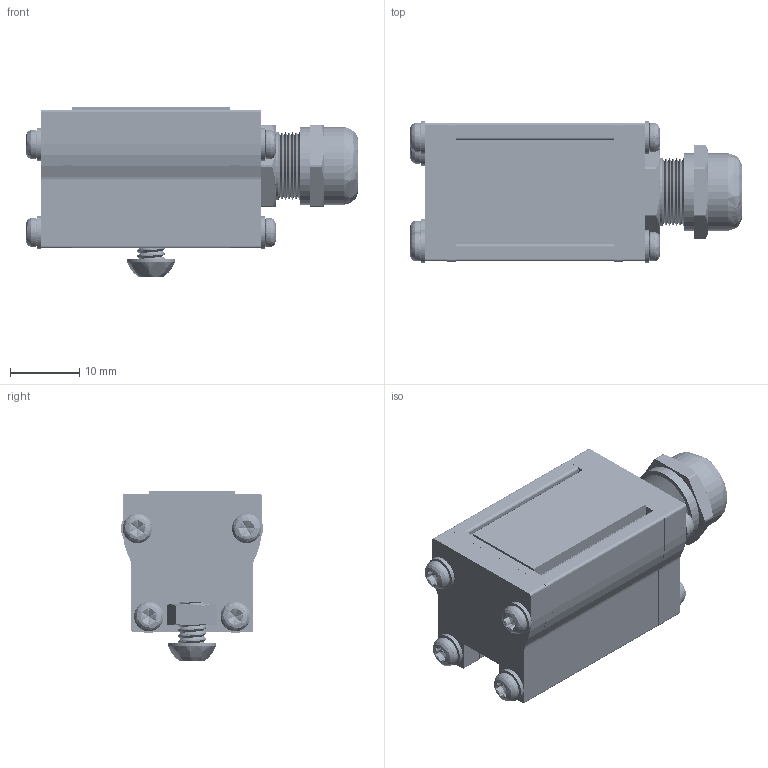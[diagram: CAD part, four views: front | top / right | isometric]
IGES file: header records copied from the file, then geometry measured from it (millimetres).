
Start section: SolidWorks IGES file using analytic representation for surfaces
Global section: file name: Web Model 18581_18582.igs; native system: SolidWorks 2018; preprocessor: SolidWorks 2018; author: JPoff; date: 210812.161857; units: millimetre
Bounding box: 47.85 x 20.52 x 24.48 mm (x, y, z)
Surface area: 11524.5 mm2 (no closed solid volume)
Topology: 0 solids, 0 shells, 1916 faces, 28000 edges, 27928 vertices
Faces by surface type: revolution 1572, bspline 344
